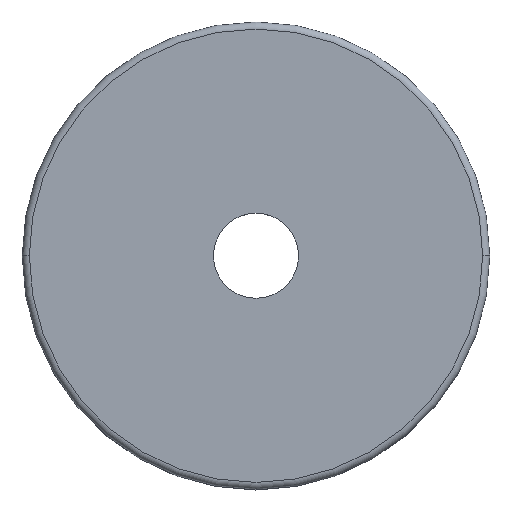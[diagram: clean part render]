
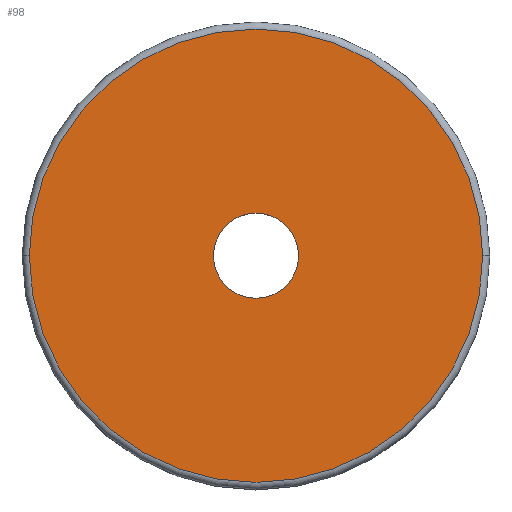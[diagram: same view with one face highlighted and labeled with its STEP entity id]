
A CAD part, top view. The second image highlights one B-rep face of the part: STEP entity #98.
In plain terms, the highlighted planar face has unit normal (0, 0, 1).
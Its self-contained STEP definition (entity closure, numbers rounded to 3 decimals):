
#3 = EDGE_CURVE ( 'NONE', #26, #252, #170, .T. ) ;
#5 = AXIS2_PLACEMENT_3D ( 'NONE', #143, #374, #120 ) ;
#6 = DIRECTION ( 'NONE',  ( 1., 0., 0. ) ) ;
#19 = DIRECTION ( 'NONE',  ( 0., 0., 1. ) ) ;
#26 = VERTEX_POINT ( 'NONE', #82 ) ;
#39 = DIRECTION ( 'NONE',  ( 0., 0., 1. ) ) ;
#42 = CARTESIAN_POINT ( 'NONE',  ( 0., 0., 0. ) ) ;
#46 = ORIENTED_EDGE ( 'NONE', *, *, #180, .F. ) ;
#51 = CIRCLE ( 'NONE', #306, 3. ) ;
#82 = CARTESIAN_POINT ( 'NONE',  ( 16., 0., 0. ) ) ;
#83 = AXIS2_PLACEMENT_3D ( 'NONE', #42, #163, #276 ) ;
#98 = ADVANCED_FACE ( 'NONE', ( #155, #194 ), #216, .T. ) ;
#101 = DIRECTION ( 'NONE',  ( 1., 0., 0. ) ) ;
#114 = ORIENTED_EDGE ( 'NONE', *, *, #3, .T. ) ;
#120 = DIRECTION ( 'NONE',  ( 1., 0., 0. ) ) ;
#134 = ORIENTED_EDGE ( 'NONE', *, *, #161, .T. ) ;
#138 = VERTEX_POINT ( 'NONE', #336 ) ;
#143 = CARTESIAN_POINT ( 'NONE',  ( 0., 0., 0. ) ) ;
#155 = FACE_OUTER_BOUND ( 'NONE', #212, .T. ) ;
#161 = EDGE_CURVE ( 'NONE', #252, #26, #371, .T. ) ;
#163 = DIRECTION ( 'NONE',  ( 0., 0., 1. ) ) ;
#170 = CIRCLE ( 'NONE', #5, 16. ) ;
#180 = EDGE_CURVE ( 'NONE', #267, #138, #188, .T. ) ;
#187 = CARTESIAN_POINT ( 'NONE',  ( 0., 0., 0. ) ) ;
#188 = CIRCLE ( 'NONE', #83, 3. ) ;
#189 = DIRECTION ( 'NONE',  ( 1., 0., 0. ) ) ;
#194 = FACE_BOUND ( 'NONE', #269, .T. ) ;
#202 = CARTESIAN_POINT ( 'NONE',  ( -16., 0., 0. ) ) ;
#212 = EDGE_LOOP ( 'NONE', ( #114, #134 ) ) ;
#216 = PLANE ( 'NONE',  #250 ) ;
#243 = EDGE_CURVE ( 'NONE', #138, #267, #51, .T. ) ;
#250 = AXIS2_PLACEMENT_3D ( 'NONE', #274, #335, #189 ) ;
#252 = VERTEX_POINT ( 'NONE', #202 ) ;
#254 = CARTESIAN_POINT ( 'NONE',  ( -3., 0., 0. ) ) ;
#267 = VERTEX_POINT ( 'NONE', #254 ) ;
#269 = EDGE_LOOP ( 'NONE', ( #294, #46 ) ) ;
#274 = CARTESIAN_POINT ( 'NONE',  ( 0., 0., 0. ) ) ;
#276 = DIRECTION ( 'NONE',  ( 1., 0., 0. ) ) ;
#278 = CARTESIAN_POINT ( 'NONE',  ( 0., 0., 0. ) ) ;
#294 = ORIENTED_EDGE ( 'NONE', *, *, #243, .F. ) ;
#306 = AXIS2_PLACEMENT_3D ( 'NONE', #278, #19, #101 ) ;
#329 = AXIS2_PLACEMENT_3D ( 'NONE', #187, #39, #6 ) ;
#335 = DIRECTION ( 'NONE',  ( 0., 0., 1. ) ) ;
#336 = CARTESIAN_POINT ( 'NONE',  ( 3., 0., 0. ) ) ;
#371 = CIRCLE ( 'NONE', #329, 16. ) ;
#374 = DIRECTION ( 'NONE',  ( 0., 0., 1. ) ) ;
